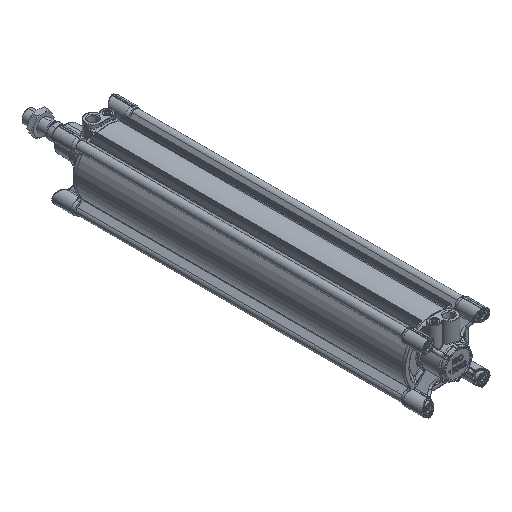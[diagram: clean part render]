
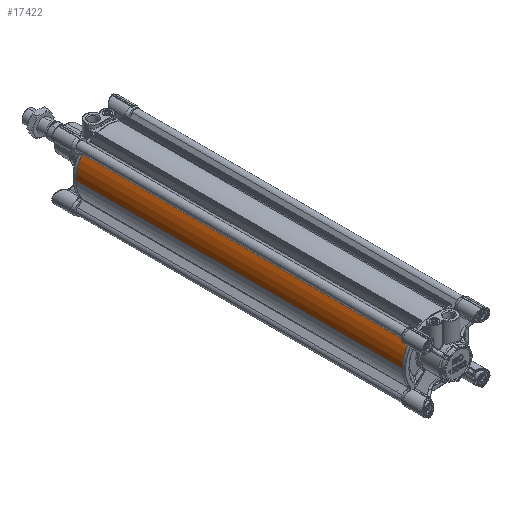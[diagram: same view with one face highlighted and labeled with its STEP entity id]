
A CAD part, isometric view. The second image highlights one B-rep face of the part: STEP entity #17422.
In plain terms, the highlighted cylindrical face has radius 65.5 mm (diameter 131 mm), a partial arc.
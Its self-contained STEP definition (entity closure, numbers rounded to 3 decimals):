
#1731 = CARTESIAN_POINT ( 'NONE',  ( -51.346, 645., 40.668 ) ) ;
#2685 = DIRECTION ( 'NONE',  ( 0., -1., 0. ) ) ;
#4607 = VECTOR ( 'NONE', #90064, 1000. ) ;
#5631 = AXIS2_PLACEMENT_3D ( 'NONE', #53439, #139547, #42849 ) ;
#9129 = VERTEX_POINT ( 'NONE', #17880 ) ;
#9708 = AXIS2_PLACEMENT_3D ( 'NONE', #23151, #2685, #11205 ) ;
#10401 = CYLINDRICAL_SURFACE ( 'NONE', #5631, 65.5 ) ;
#11205 = DIRECTION ( 'NONE',  ( 1., 0., 0. ) ) ;
#13930 = VERTEX_POINT ( 'NONE', #105350 ) ;
#14339 = DIRECTION ( 'NONE',  ( 1., 0., 0. ) ) ;
#17422 = ADVANCED_FACE ( 'NONE', ( #107120 ), #10401, .T. ) ;
#17880 = CARTESIAN_POINT ( 'NONE',  ( -65.5, 45., 0. ) ) ;
#23151 = CARTESIAN_POINT ( 'NONE',  ( 0., 45., 0. ) ) ;
#23597 = DIRECTION ( 'NONE',  ( 0., 1., 0. ) ) ;
#27819 = ORIENTED_EDGE ( 'NONE', *, *, #138113, .T. ) ;
#40485 = CIRCLE ( 'NONE', #69784, 65.5 ) ;
#42849 = DIRECTION ( 'NONE',  ( -1., 0., 0. ) ) ;
#43769 = ORIENTED_EDGE ( 'NONE', *, *, #87646, .F. ) ;
#46951 = EDGE_CURVE ( 'NONE', #13930, #9129, #50008, .T. ) ;
#50008 = CIRCLE ( 'NONE', #9708, 65.5 ) ;
#53312 = EDGE_CURVE ( 'NONE', #13930, #89243, #107657, .T. ) ;
#53439 = CARTESIAN_POINT ( 'NONE',  ( 0., 645., 0. ) ) ;
#66472 = CARTESIAN_POINT ( 'NONE',  ( -51.346, 715., 40.668 ) ) ;
#67714 = VERTEX_POINT ( 'NONE', #96146 ) ;
#67950 = CARTESIAN_POINT ( 'NONE',  ( 0., 715., 0. ) ) ;
#69784 = AXIS2_PLACEMENT_3D ( 'NONE', #67950, #111010, #14339 ) ;
#87646 = EDGE_CURVE ( 'NONE', #9129, #67714, #132417, .T. ) ;
#89243 = VERTEX_POINT ( 'NONE', #66472 ) ;
#89358 = CARTESIAN_POINT ( 'NONE',  ( -65.5, 645., 0. ) ) ;
#90064 = DIRECTION ( 'NONE',  ( 0., 1., 0. ) ) ;
#93770 = VECTOR ( 'NONE', #23597, 1000. ) ;
#96146 = CARTESIAN_POINT ( 'NONE',  ( -65.5, 715., 0. ) ) ;
#105350 = CARTESIAN_POINT ( 'NONE',  ( -51.346, 45., 40.668 ) ) ;
#107120 = FACE_OUTER_BOUND ( 'NONE', #119155, .T. ) ;
#107657 = LINE ( 'NONE', #1731, #93770 ) ;
#111010 = DIRECTION ( 'NONE',  ( 0., -1., 0. ) ) ;
#113274 = ORIENTED_EDGE ( 'NONE', *, *, #53312, .T. ) ;
#119155 = EDGE_LOOP ( 'NONE', ( #43769, #121247, #113274, #27819 ) ) ;
#121247 = ORIENTED_EDGE ( 'NONE', *, *, #46951, .F. ) ;
#132417 = LINE ( 'NONE', #89358, #4607 ) ;
#138113 = EDGE_CURVE ( 'NONE', #89243, #67714, #40485, .T. ) ;
#139547 = DIRECTION ( 'NONE',  ( 0., 1., 0. ) ) ;
